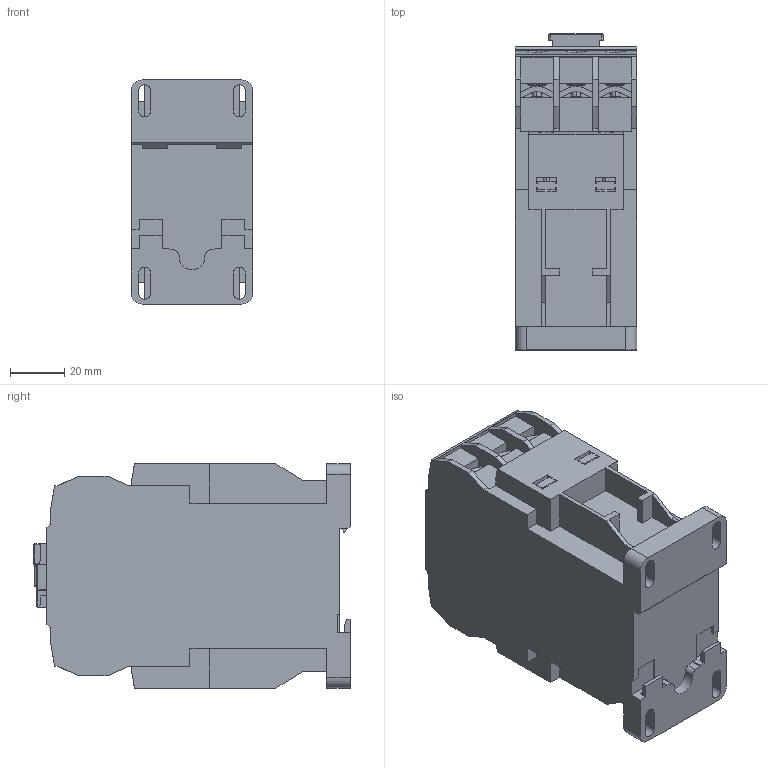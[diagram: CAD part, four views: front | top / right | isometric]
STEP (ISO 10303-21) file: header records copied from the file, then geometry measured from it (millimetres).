
FILE_DESCRIPTION (( 'STEP AP203' ), '1' );
FILE_NAME ('HMC-32A30-22-DS.step', '2022-11-01T18:09:15', ( '' ), ( '' ), 'SwSTEP 2.0', 'SolidWorks 2021', '' );
FILE_SCHEMA (( 'CONFIG_CONTROL_DESIGN' ));
Length unit declared in the file: inch
Products named in the file (1): HMC-32A30-22-DS
Bounding box: 45 x 117.1 x 83 mm (x, y, z)
Volume: 324667.3 mm3; surface area: 53770.9 mm2
Topology: 18 solids, 18 shells, 1025 faces, 2790 edges, 1761 vertices
Faces by surface type: plane 652, cylinder 169, cone 108, torus 54, bspline 34, sphere 8
Entity records: 35636 total; most frequent: CARTESIAN_POINT 10697, ORIENTED_EDGE 5524, DIRECTION 4667, EDGE_CURVE 2762, LINE 1899, VECTOR 1899, VERTEX_POINT 1761, AXIS2_PLACEMENT_3D 1384
